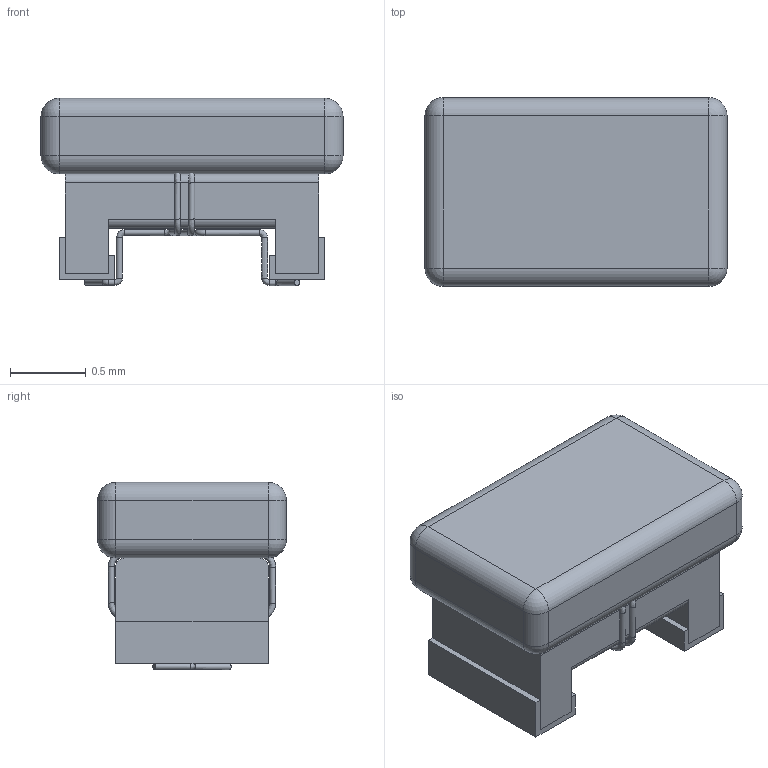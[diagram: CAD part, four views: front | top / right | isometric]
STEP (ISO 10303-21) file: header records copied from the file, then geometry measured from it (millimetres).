
FILE_DESCRIPTION(/* description */ ('Unknown'),/* implementation_level */ '2;1');
FILE_NAME(/* name */ 'L_Wurth_WE-KI-0805',/* time_stamp */ '2024-12-10T11:13:58+08:00',/* author */ ('Unknown'),/* organization */ ('Unknown'),/* preprocessor_version */ 'ST-DEVELOPER v16.7',/* originating_system */ 'Solid Edge',/* authorisation */ 'Unknown');
FILE_SCHEMA (('CONFIG_CONTROL_DESIGN'));
Length unit declared in the file: millimetre
Products named in the file (2): L_Wurth_WE-KI-0805
Assembly tree (1 placements, depth 2):
  L_Wurth_WE-KI-0805
    L_Wurth_WE-KI-0805
Bounding box: 2 x 1.25 x 1.24 mm (x, y, z)
Volume: 2.1 mm3; surface area: 18.4 mm2
Topology: 5 solids, 5 shells, 95 faces, 223 edges, 130 vertices
Faces by surface type: plane 38, cylinder 29, bspline 20, sphere 8
Full cylindrical faces by diameter (mm): 0.04 x13
Entity records: 3360 total; most frequent: CARTESIAN_POINT 1526, ORIENTED_EDGE 332, DIRECTION 322, EDGE_CURVE 166, EDGE_LOOP 128, FACE_BOUND 128, VERTEX_POINT 114, AXIS2_PLACEMENT_3D 111
